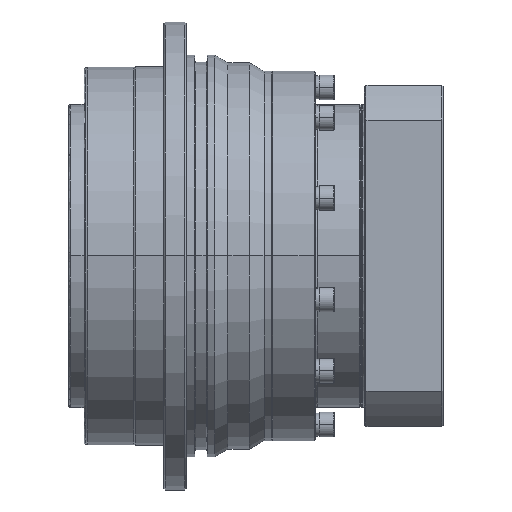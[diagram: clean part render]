
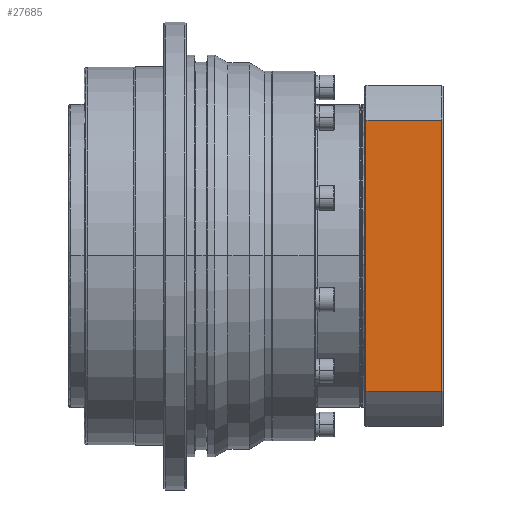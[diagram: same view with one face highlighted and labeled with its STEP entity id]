
A CAD part, top view. The second image highlights one B-rep face of the part: STEP entity #27685.
In plain terms, the highlighted planar face has unit normal (0, 0, 1).
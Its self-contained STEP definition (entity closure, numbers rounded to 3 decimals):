
#177 = AXIS2_PLACEMENT_3D ( 'NONE', #11217, #6694, #22422 ) ;
#589 = FACE_OUTER_BOUND ( 'NONE', #17285, .T. ) ;
#2509 = LINE ( 'NONE', #17525, #13433 ) ;
#3393 = EDGE_CURVE ( 'NONE', #12668, #15001, #4144, .T. ) ;
#3844 = CARTESIAN_POINT ( 'NONE',  ( 0., -71.589, 90. ) ) ;
#4144 = LINE ( 'NONE', #12777, #15943 ) ;
#4770 = EDGE_CURVE ( 'NONE', #12633, #23521, #2509, .T. ) ;
#4894 = ORIENTED_EDGE ( 'NONE', *, *, #3393, .T. ) ;
#6694 = DIRECTION ( 'NONE',  ( 0., 0., 1. ) ) ;
#6718 = VECTOR ( 'NONE', #10495, 1000. ) ;
#10228 = CARTESIAN_POINT ( 'NONE',  ( -4.8, 71.589, 90. ) ) ;
#10314 = ORIENTED_EDGE ( 'NONE', *, *, #18054, .F. ) ;
#10495 = DIRECTION ( 'NONE',  ( -1., 0., 0. ) ) ;
#10723 = DIRECTION ( 'NONE',  ( 0., -1., 0. ) ) ;
#11217 = CARTESIAN_POINT ( 'NONE',  ( -55., 71.589, 90. ) ) ;
#12633 = VERTEX_POINT ( 'NONE', #10228 ) ;
#12668 = VERTEX_POINT ( 'NONE', #18461 ) ;
#12777 = CARTESIAN_POINT ( 'NONE',  ( -44.7, 71.589, 90. ) ) ;
#13087 = DIRECTION ( 'NONE',  ( 1., 0., 0. ) ) ;
#13433 = VECTOR ( 'NONE', #10723, 1000. ) ;
#14840 = CARTESIAN_POINT ( 'NONE',  ( -4.8, -71.589, 90. ) ) ;
#15001 = VERTEX_POINT ( 'NONE', #27850 ) ;
#15943 = VECTOR ( 'NONE', #26112, 1000. ) ;
#16414 = ORIENTED_EDGE ( 'NONE', *, *, #17132, .F. ) ;
#17015 = LINE ( 'NONE', #3844, #6718 ) ;
#17052 = LINE ( 'NONE', #25719, #28038 ) ;
#17132 = EDGE_CURVE ( 'NONE', #23521, #15001, #17015, .T. ) ;
#17285 = EDGE_LOOP ( 'NONE', ( #10314, #4894, #16414, #25979 ) ) ;
#17525 = CARTESIAN_POINT ( 'NONE',  ( -4.8, 71.589, 90. ) ) ;
#18054 = EDGE_CURVE ( 'NONE', #12668, #12633, #17052, .T. ) ;
#18461 = CARTESIAN_POINT ( 'NONE',  ( -44.7, 71.589, 90. ) ) ;
#22134 = PLANE ( 'NONE',  #177 ) ;
#22422 = DIRECTION ( 'NONE',  ( 1., 0., 0. ) ) ;
#23521 = VERTEX_POINT ( 'NONE', #14840 ) ;
#25719 = CARTESIAN_POINT ( 'NONE',  ( 0., 71.589, 90. ) ) ;
#25979 = ORIENTED_EDGE ( 'NONE', *, *, #4770, .F. ) ;
#26112 = DIRECTION ( 'NONE',  ( 0., -1., 0. ) ) ;
#27685 = ADVANCED_FACE ( 'NONE', ( #589 ), #22134, .T. ) ;
#27850 = CARTESIAN_POINT ( 'NONE',  ( -44.7, -71.589, 90. ) ) ;
#28038 = VECTOR ( 'NONE', #13087, 1000. ) ;
